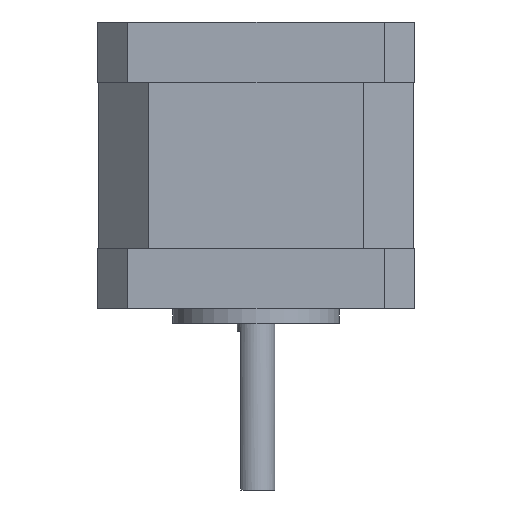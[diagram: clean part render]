
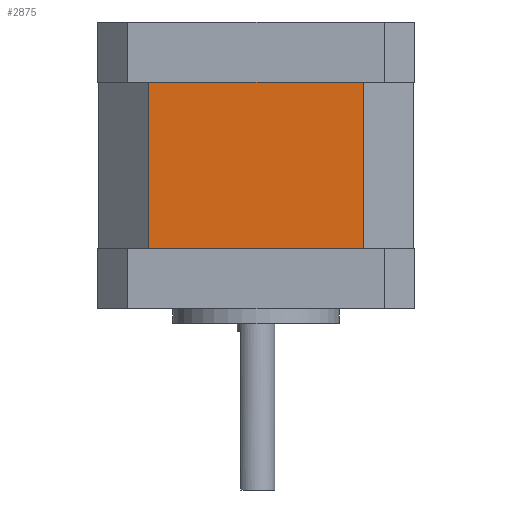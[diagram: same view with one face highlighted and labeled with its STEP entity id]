
A CAD part, left-side view. The second image highlights one B-rep face of the part: STEP entity #2875.
In plain terms, the highlighted planar face has unit normal (-1, 0, 0).
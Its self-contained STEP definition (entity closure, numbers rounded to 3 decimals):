
#600 = PLANE('',#601);
#601 = AXIS2_PLACEMENT_3D('',#602,#603,#604);
#602 = CARTESIAN_POINT('',(0.,-30.,0.));
#603 = DIRECTION('',(0.,-1.,0.));
#604 = DIRECTION('',(0.,0.,-1.));
#820 = EDGE_CURVE('',#821,#823,#825,.T.);
#821 = VERTEX_POINT('',#822);
#822 = CARTESIAN_POINT('',(-20.8,-30.,14.2));
#823 = VERTEX_POINT('',#824);
#824 = CARTESIAN_POINT('',(-20.8,-30.,-14.2));
#825 = SURFACE_CURVE('',#826,(#830,#837),.PCURVE_S1.);
#826 = LINE('',#827,#828);
#827 = CARTESIAN_POINT('',(-20.8,-30.,14.2));
#828 = VECTOR('',#829,1.);
#829 = DIRECTION('',(0.,0.,-1.));
#830 = PCURVE('',#600,#831);
#831 = DEFINITIONAL_REPRESENTATION('',(#832),#836);
#832 = LINE('',#833,#834);
#833 = CARTESIAN_POINT('',(-14.2,-20.8));
#834 = VECTOR('',#835,1.);
#835 = DIRECTION('',(1.,0.));
#836 = ( GEOMETRIC_REPRESENTATION_CONTEXT(2) 
PARAMETRIC_REPRESENTATION_CONTEXT() REPRESENTATION_CONTEXT('2D SPACE',''
  ) );
#837 = PCURVE('',#838,#843);
#838 = PLANE('',#839);
#839 = AXIS2_PLACEMENT_3D('',#840,#841,#842);
#840 = CARTESIAN_POINT('',(-20.8,-8.,14.2));
#841 = DIRECTION('',(-1.,0.,0.));
#842 = DIRECTION('',(0.,0.,-1.));
#843 = DEFINITIONAL_REPRESENTATION('',(#844),#848);
#844 = LINE('',#845,#846);
#845 = CARTESIAN_POINT('',(0.,22.));
#846 = VECTOR('',#847,1.);
#847 = DIRECTION('',(1.,0.));
#848 = ( GEOMETRIC_REPRESENTATION_CONTEXT(2) 
PARAMETRIC_REPRESENTATION_CONTEXT() REPRESENTATION_CONTEXT('2D SPACE',''
  ) );
#866 = PLANE('',#867);
#867 = AXIS2_PLACEMENT_3D('',#868,#869,#870);
#868 = CARTESIAN_POINT('',(-20.8,-8.,-14.2));
#869 = DIRECTION('',(-0.707,0.,-0.707));
#870 = DIRECTION('',(0.707,0.,-0.707));
#1032 = PLANE('',#1033);
#1033 = AXIS2_PLACEMENT_3D('',#1034,#1035,#1036);
#1034 = CARTESIAN_POINT('',(-14.2,-8.,20.8));
#1035 = DIRECTION('',(-0.707,0.,0.707));
#1036 = DIRECTION('',(-0.707,0.,-0.707));
#1970 = PLANE('',#1971);
#1971 = AXIS2_PLACEMENT_3D('',#1972,#1973,#1974);
#1972 = CARTESIAN_POINT('',(0.,-8.,0.));
#1973 = DIRECTION('',(0.,-1.,0.));
#1974 = DIRECTION('',(0.,0.,-1.));
#2338 = VERTEX_POINT('',#2339);
#2339 = CARTESIAN_POINT('',(-20.8,-8.,14.2));
#2478 = VERTEX_POINT('',#2479);
#2479 = CARTESIAN_POINT('',(-20.8,-8.,-14.2));
#2500 = EDGE_CURVE('',#2478,#2338,#2501,.T.);
#2501 = SURFACE_CURVE('',#2502,(#2506,#2513),.PCURVE_S1.);
#2502 = LINE('',#2503,#2504);
#2503 = CARTESIAN_POINT('',(-20.8,-8.,7.1));
#2504 = VECTOR('',#2505,1.);
#2505 = DIRECTION('',(0.,0.,1.));
#2506 = PCURVE('',#1970,#2507);
#2507 = DEFINITIONAL_REPRESENTATION('',(#2508),#2512);
#2508 = LINE('',#2509,#2510);
#2509 = CARTESIAN_POINT('',(-7.1,-20.8));
#2510 = VECTOR('',#2511,1.);
#2511 = DIRECTION('',(-1.,0.));
#2512 = ( GEOMETRIC_REPRESENTATION_CONTEXT(2) 
PARAMETRIC_REPRESENTATION_CONTEXT() REPRESENTATION_CONTEXT('2D SPACE',''
  ) );
#2513 = PCURVE('',#838,#2514);
#2514 = DEFINITIONAL_REPRESENTATION('',(#2515),#2519);
#2515 = LINE('',#2516,#2517);
#2516 = CARTESIAN_POINT('',(7.1,0.));
#2517 = VECTOR('',#2518,1.);
#2518 = DIRECTION('',(-1.,-0.));
#2519 = ( GEOMETRIC_REPRESENTATION_CONTEXT(2) 
PARAMETRIC_REPRESENTATION_CONTEXT() REPRESENTATION_CONTEXT('2D SPACE',''
  ) );
#2875 = ADVANCED_FACE('',(#2876),#838,.T.);
#2876 = FACE_BOUND('',#2877,.T.);
#2877 = EDGE_LOOP('',(#2878,#2879,#2900,#2901));
#2878 = ORIENTED_EDGE('',*,*,#2500,.F.);
#2879 = ORIENTED_EDGE('',*,*,#2880,.T.);
#2880 = EDGE_CURVE('',#2478,#823,#2881,.T.);
#2881 = SURFACE_CURVE('',#2882,(#2886,#2893),.PCURVE_S1.);
#2882 = LINE('',#2883,#2884);
#2883 = CARTESIAN_POINT('',(-20.8,-8.,-14.2));
#2884 = VECTOR('',#2885,1.);
#2885 = DIRECTION('',(0.,-1.,0.));
#2886 = PCURVE('',#838,#2887);
#2887 = DEFINITIONAL_REPRESENTATION('',(#2888),#2892);
#2888 = LINE('',#2889,#2890);
#2889 = CARTESIAN_POINT('',(28.4,0.));
#2890 = VECTOR('',#2891,1.);
#2891 = DIRECTION('',(0.,1.));
#2892 = ( GEOMETRIC_REPRESENTATION_CONTEXT(2) 
PARAMETRIC_REPRESENTATION_CONTEXT() REPRESENTATION_CONTEXT('2D SPACE',''
  ) );
#2893 = PCURVE('',#866,#2894);
#2894 = DEFINITIONAL_REPRESENTATION('',(#2895),#2899);
#2895 = LINE('',#2896,#2897);
#2896 = CARTESIAN_POINT('',(0.,0.));
#2897 = VECTOR('',#2898,1.);
#2898 = DIRECTION('',(0.,1.));
#2899 = ( GEOMETRIC_REPRESENTATION_CONTEXT(2) 
PARAMETRIC_REPRESENTATION_CONTEXT() REPRESENTATION_CONTEXT('2D SPACE',''
  ) );
#2900 = ORIENTED_EDGE('',*,*,#820,.F.);
#2901 = ORIENTED_EDGE('',*,*,#2902,.F.);
#2902 = EDGE_CURVE('',#2338,#821,#2903,.T.);
#2903 = SURFACE_CURVE('',#2904,(#2908,#2915),.PCURVE_S1.);
#2904 = LINE('',#2905,#2906);
#2905 = CARTESIAN_POINT('',(-20.8,-8.,14.2));
#2906 = VECTOR('',#2907,1.);
#2907 = DIRECTION('',(0.,-1.,0.));
#2908 = PCURVE('',#838,#2909);
#2909 = DEFINITIONAL_REPRESENTATION('',(#2910),#2914);
#2910 = LINE('',#2911,#2912);
#2911 = CARTESIAN_POINT('',(0.,-0.));
#2912 = VECTOR('',#2913,1.);
#2913 = DIRECTION('',(0.,1.));
#2914 = ( GEOMETRIC_REPRESENTATION_CONTEXT(2) 
PARAMETRIC_REPRESENTATION_CONTEXT() REPRESENTATION_CONTEXT('2D SPACE',''
  ) );
#2915 = PCURVE('',#1032,#2916);
#2916 = DEFINITIONAL_REPRESENTATION('',(#2917),#2921);
#2917 = LINE('',#2918,#2919);
#2918 = CARTESIAN_POINT('',(9.334,0.));
#2919 = VECTOR('',#2920,1.);
#2920 = DIRECTION('',(-0.,1.));
#2921 = ( GEOMETRIC_REPRESENTATION_CONTEXT(2) 
PARAMETRIC_REPRESENTATION_CONTEXT() REPRESENTATION_CONTEXT('2D SPACE',''
  ) );
